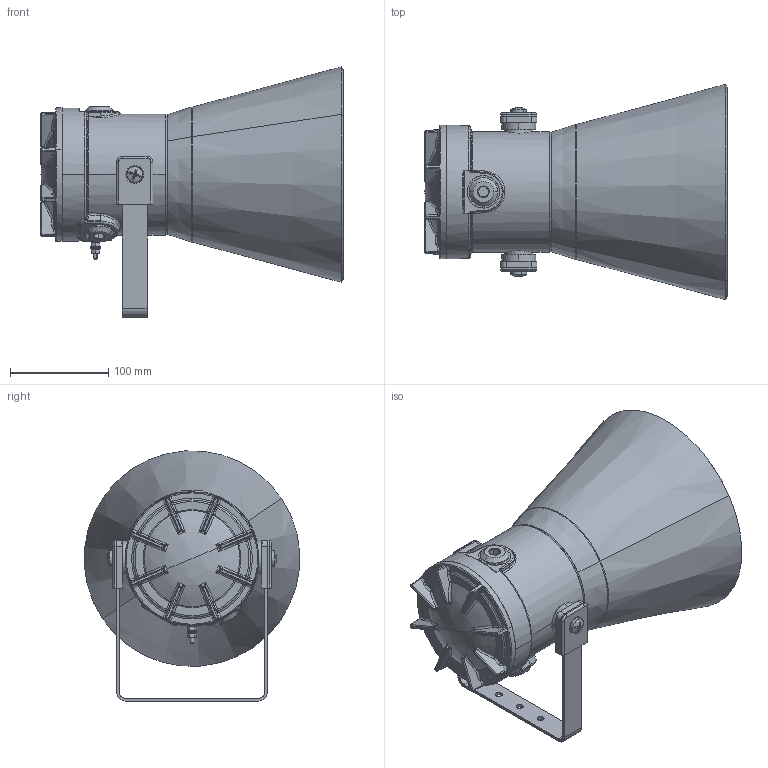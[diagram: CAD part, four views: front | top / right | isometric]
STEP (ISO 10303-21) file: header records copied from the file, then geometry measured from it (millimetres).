
FILE_DESCRIPTION (( 'STEP AP214' ), '1' );
FILE_NAME ('D199-05-051-3D_Issue_1.STEP', '2022-01-19T14:45:31', ( '' ), ( '' ), 'SwSTEP 2.0', 'SolidWorks 2021', '' );
FILE_SCHEMA (( 'AUTOMOTIVE_DESIGN' ));
Length unit declared in the file: millimetre
Products named in the file (19): SCNUTM5A4; S2_Nose_Cone; STUD; Sounder_Lid; M8 screw; WAM8A4; Gasket; D2410-3D_Issue_B; Sounder_Casting_2D Drawing; S2_Horn; WASGM8A4; M20BRASS_Brass; D2430-3D_Issue_B; D2411-3D_Issue_A; WASGM5A4; D2412-3D_Issue_A; Sounder_Enclosure_S110; WAM5A4; D199-05-051-3D_Issue_1
Assembly tree (28 placements, depth 3):
  D199-05-051-3D_Issue_1
    Sounder_Enclosure_S110
      Sounder_Casting_2D Drawing
      D2430-3D_Issue_B
      D2411-3D_Issue_A  x2
      D2410-3D_Issue_B  x2
      WAM8A4  x2
      WASGM8A4  x2
      M8 screw  x2
      STUD
      WASGM5A4  x2
      WAM5A4  x3
      SCNUTM5A4  x2
    Sounder_Lid
    S2_Horn
    S2_Nose_Cone
    D2412-3D_Issue_A
    Gasket
    M20BRASS_Brass  x2
Bounding box: 307.5 x 219.04 x 254.52 mm (x, y, z)
Volume: 2958665.4 mm3; surface area: 465479.9 mm2
Topology: 27 solids, 28 shells, 1084 faces, 2432 edges, 1410 vertices
Faces by surface type: cylinder 300, plane 233, bspline 191, torus 160, sphere 102, cone 98
Entity records: 32517 total; most frequent: CARTESIAN_POINT 12948, DIRECTION 3912, ORIENTED_EDGE 3898, EDGE_CURVE 1949, AXIS2_PLACEMENT_3D 1728, VERTEX_POINT 1130, CIRCLE 1000, EDGE_LOOP 933
